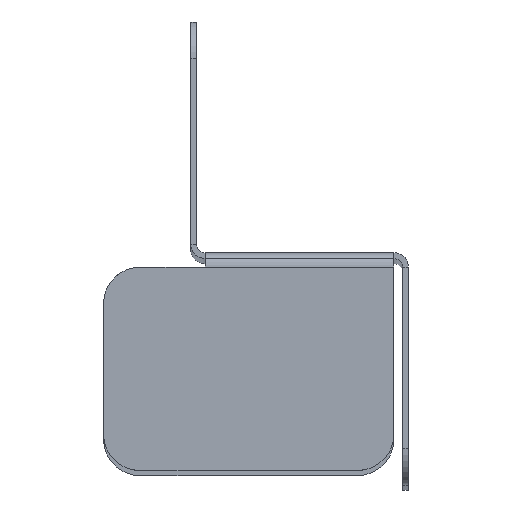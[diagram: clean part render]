
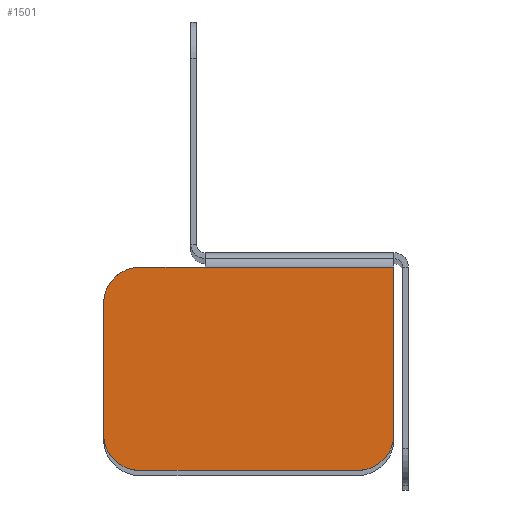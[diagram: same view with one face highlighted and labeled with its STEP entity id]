
A CAD part, top view. The second image highlights one B-rep face of the part: STEP entity #1501.
In plain terms, the highlighted planar face has unit normal (0, 0, 1).
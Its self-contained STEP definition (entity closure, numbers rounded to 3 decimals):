
#27 = CARTESIAN_POINT ( 'NONE',  ( -12.8, -56.8, 202. ) ) ;
#53 = CARTESIAN_POINT ( 'NONE',  ( 27.2, -56.8, 202. ) ) ;
#57 = CARTESIAN_POINT ( 'NONE',  ( -12.8, -38.8, 202. ) ) ;
#63 = CARTESIAN_POINT ( 'NONE',  ( 27.2, -33.8, 202. ) ) ;
#318 = LINE ( 'NONE', #946, #320 ) ;
#319 = LINE ( 'NONE', #938, #330 ) ;
#320 = VECTOR ( 'NONE', #944, 1000. ) ;
#321 = LINE ( 'NONE', #930, #324 ) ;
#324 = VECTOR ( 'NONE', #929, 1000. ) ;
#327 = LINE ( 'NONE', #916, #333 ) ;
#329 = CIRCLE ( 'NONE', #681, 5. ) ;
#330 = VECTOR ( 'NONE', #921, 1000. ) ;
#332 = CIRCLE ( 'NONE', #680, 5. ) ;
#333 = VECTOR ( 'NONE', #923, 1000. ) ;
#334 = LINE ( 'NONE', #917, #336 ) ;
#335 = CIRCLE ( 'NONE', #679, 5. ) ;
#336 = VECTOR ( 'NONE', #918, 1000. ) ;
#445 = AXIS2_PLACEMENT_3D ( 'NONE', #1075, #1065, #1064 ) ;
#455 = VERTEX_POINT ( 'NONE', #53 ) ;
#457 = VERTEX_POINT ( 'NONE', #27 ) ;
#471 = VERTEX_POINT ( 'NONE', #57 ) ;
#478 = VERTEX_POINT ( 'NONE', #63 ) ;
#490 = ORIENTED_EDGE ( 'NONE', *, *, #824, .F. ) ;
#491 = ORIENTED_EDGE ( 'NONE', *, *, #825, .T. ) ;
#494 = ORIENTED_EDGE ( 'NONE', *, *, #815, .F. ) ;
#495 = ORIENTED_EDGE ( 'NONE', *, *, #823, .T. ) ;
#496 = ORIENTED_EDGE ( 'NONE', *, *, #817, .F. ) ;
#498 = ORIENTED_EDGE ( 'NONE', *, *, #821, .T. ) ;
#499 = ORIENTED_EDGE ( 'NONE', *, *, #822, .F. ) ;
#501 = ORIENTED_EDGE ( 'NONE', *, *, #820, .F. ) ;
#679 = AXIS2_PLACEMENT_3D ( 'NONE', #887, #880, #873 ) ;
#680 = AXIS2_PLACEMENT_3D ( 'NONE', #908, #907, #909 ) ;
#681 = AXIS2_PLACEMENT_3D ( 'NONE', #915, #914, #912 ) ;
#815 = EDGE_CURVE ( 'NONE', #1049, #478, #318, .T. ) ;
#817 = EDGE_CURVE ( 'NONE', #478, #455, #321, .T. ) ;
#820 = EDGE_CURVE ( 'NONE', #457, #471, #319, .T. ) ;
#821 = EDGE_CURVE ( 'NONE', #457, #1042, #329, .T. ) ;
#822 = EDGE_CURVE ( 'NONE', #1040, #1042, #327, .T. ) ;
#823 = EDGE_CURVE ( 'NONE', #1040, #455, #332, .T. ) ;
#824 = EDGE_CURVE ( 'NONE', #1041, #1049, #334, .T. ) ;
#825 = EDGE_CURVE ( 'NONE', #1041, #471, #335, .T. ) ;
#868 = CARTESIAN_POINT ( 'NONE',  ( 1.2, -33.8, 202. ) ) ;
#873 = DIRECTION ( 'NONE',  ( 0., 1., 0. ) ) ;
#876 = CARTESIAN_POINT ( 'NONE',  ( -7.8, -61.8, 202. ) ) ;
#877 = CARTESIAN_POINT ( 'NONE',  ( -7.8, -33.8, 202. ) ) ;
#878 = CARTESIAN_POINT ( 'NONE',  ( 22.2, -61.8, 202. ) ) ;
#880 = DIRECTION ( 'NONE',  ( 0., 0., 1. ) ) ;
#887 = CARTESIAN_POINT ( 'NONE',  ( -7.8, -38.8, 202. ) ) ;
#907 = DIRECTION ( 'NONE',  ( 0., 0., 1. ) ) ;
#908 = CARTESIAN_POINT ( 'NONE',  ( 22.2, -56.8, 202. ) ) ;
#909 = DIRECTION ( 'NONE',  ( 0., 1., 0. ) ) ;
#912 = DIRECTION ( 'NONE',  ( 0., 1., 0. ) ) ;
#914 = DIRECTION ( 'NONE',  ( 0., 0., 1. ) ) ;
#915 = CARTESIAN_POINT ( 'NONE',  ( -7.8, -56.8, 202. ) ) ;
#916 = CARTESIAN_POINT ( 'NONE',  ( 1.2, -61.8, 202. ) ) ;
#917 = CARTESIAN_POINT ( 'NONE',  ( -12.8, -33.8, 202. ) ) ;
#918 = DIRECTION ( 'NONE',  ( 1., 0., 0. ) ) ;
#921 = DIRECTION ( 'NONE',  ( 0., 1., 0. ) ) ;
#923 = DIRECTION ( 'NONE',  ( -1., 0., 0. ) ) ;
#929 = DIRECTION ( 'NONE',  ( 0., -1., 0. ) ) ;
#930 = CARTESIAN_POINT ( 'NONE',  ( 27.2, -61.8, 202. ) ) ;
#938 = CARTESIAN_POINT ( 'NONE',  ( -12.8, -33.8, 202. ) ) ;
#944 = DIRECTION ( 'NONE',  ( 1., 0., 0. ) ) ;
#946 = CARTESIAN_POINT ( 'NONE',  ( 27.2, -33.8, 202. ) ) ;
#1040 = VERTEX_POINT ( 'NONE', #878 ) ;
#1041 = VERTEX_POINT ( 'NONE', #877 ) ;
#1042 = VERTEX_POINT ( 'NONE', #876 ) ;
#1049 = VERTEX_POINT ( 'NONE', #868 ) ;
#1064 = DIRECTION ( 'NONE',  ( 0., 1., 0. ) ) ;
#1065 = DIRECTION ( 'NONE',  ( 0., 0., -1. ) ) ;
#1067 = PLANE ( 'NONE',  #445 ) ;
#1075 = CARTESIAN_POINT ( 'NONE',  ( 27.2, -32.6, 202. ) ) ;
#1096 = EDGE_LOOP ( 'NONE', ( #501, #498, #499, #495, #496, #494, #490, #491 ) ) ;
#1280 = FACE_OUTER_BOUND ( 'NONE', #1096, .T. ) ;
#1501 = ADVANCED_FACE ( 'NONE', ( #1280 ), #1067, .F. ) ;
